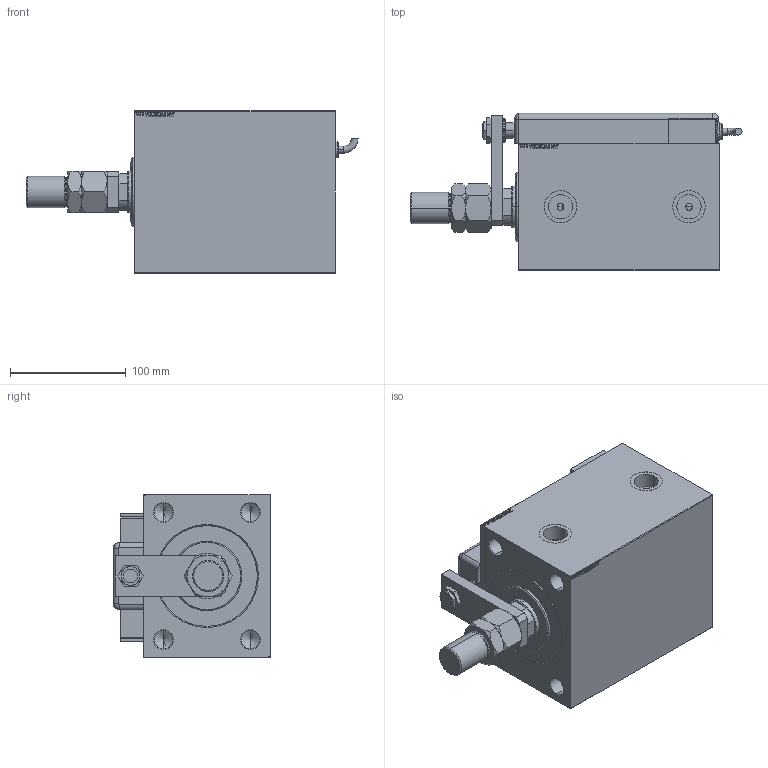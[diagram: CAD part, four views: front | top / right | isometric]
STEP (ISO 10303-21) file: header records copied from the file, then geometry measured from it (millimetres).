
FILE_DESCRIPTION (( 'STEP AP203' ), '1' );
FILE_NAME ('1024.STEP', '2021-03-18T17:51:12', ( '' ), ( '' ), 'SwSTEP 2.0', 'SolidWorks 2019', '' );
FILE_SCHEMA (( 'CONFIG_CONTROL_DESIGN' ));
Length unit declared in the file: millimetre
Products named in the file (14): NUT_D19 531cd110b735593066b8897174172b9b; V450CM_VC_B 531cd110b735593066b8897174172b9b; SWITCH_Q_FRONT_BACK 531cd110b735593066b8897174172b9b; SWITCH DIM A_G 531cd110b735593066b8897174172b9b; ZARAZKA_Q 531cd110b735593066b8897174172b9b; V450CM_B_VCP 531cd110b735593066b8897174172b9b; KRYT 531cd110b735593066b8897174172b9b; 1024; V450CM_B 531cd110b735593066b8897174172b9b; Q_T_W_MTA 531cd110b735593066b8897174172b9b; TYC 531cd110b735593066b8897174172b9b; SWITCH Q 531cd110b735593066b8897174172b9b; NUT_D13 531cd110b735593066b8897174172b9b; MAGNETIC SWITCH Q 531cd110b735593066b8897174172b9b
Assembly tree (14 placements, depth 3):
  1024
    V450CM_B 531cd110b735593066b8897174172b9b
    V450CM_B_VCP 531cd110b735593066b8897174172b9b
    V450CM_VC_B 531cd110b735593066b8897174172b9b
    MAGNETIC SWITCH Q 531cd110b735593066b8897174172b9b
      SWITCH_Q_FRONT_BACK 531cd110b735593066b8897174172b9b
      TYC 531cd110b735593066b8897174172b9b
      ZARAZKA_Q 531cd110b735593066b8897174172b9b
      SWITCH DIM A_G 531cd110b735593066b8897174172b9b
      NUT_D19 531cd110b735593066b8897174172b9b
      NUT_D13 531cd110b735593066b8897174172b9b
      KRYT 531cd110b735593066b8897174172b9b
      SWITCH Q 531cd110b735593066b8897174172b9b  x2
    Q_T_W_MTA 531cd110b735593066b8897174172b9b
Bounding box: 286.76 x 135.8 x 140 mm (x, y, z)
Volume: 2518591.7 mm3; surface area: 318040.4 mm2
Topology: 14 solids, 14 shells, 1331 faces, 3352 edges, 2181 vertices
Faces by surface type: plane 627, bspline 471, cylinder 125, cone 82, torus 24, sphere 2
Entity records: 62440 total; most frequent: CARTESIAN_POINT 33071, ORIENTED_EDGE 6476, DIRECTION 4216, EDGE_CURVE 3238, VERTEX_POINT 2121, VECTOR 1888, LINE 1888, EDGE_LOOP 1463
